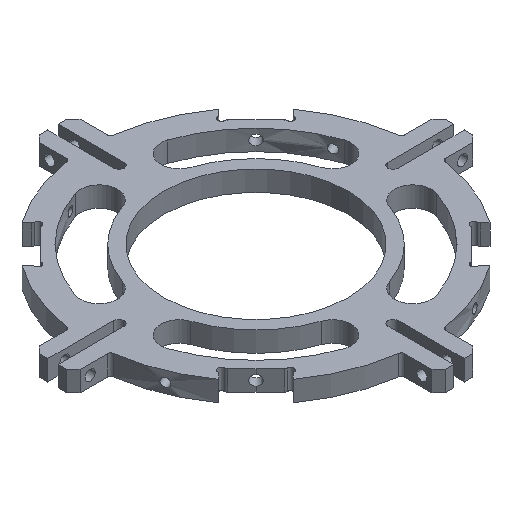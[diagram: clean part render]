
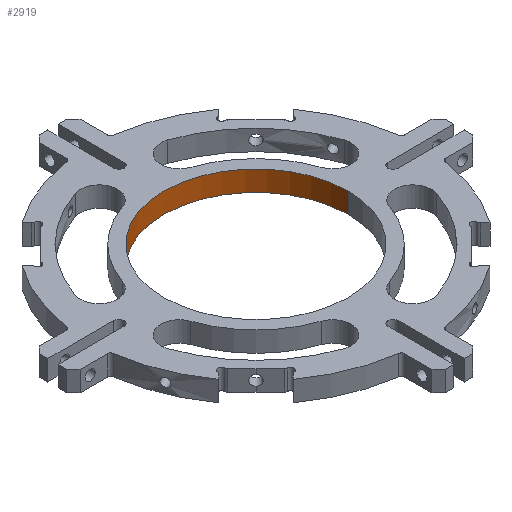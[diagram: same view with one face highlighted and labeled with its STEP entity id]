
A CAD part, isometric view. The second image highlights one B-rep face of the part: STEP entity #2919.
In plain terms, the highlighted cylindrical face has radius 27.25 mm (diameter 54.5 mm), a partial arc.
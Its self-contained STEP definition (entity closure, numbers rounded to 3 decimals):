
#926=CARTESIAN_POINT('Axis2P3D Location',(0.,0.,-3.)) ;
#930=CARTESIAN_POINT('Vertex',(27.25,0.,-3.)) ;
#932=CARTESIAN_POINT('Vertex',(-27.25,0.,-3.)) ;
#2877=CARTESIAN_POINT('Axis2P3D Location',(0.,0.,0.)) ;
#2886=CARTESIAN_POINT('Vertex',(-27.25,0.,3.)) ;
#2888=CARTESIAN_POINT('Vertex',(27.25,0.,3.)) ;
#2891=CARTESIAN_POINT('Line Origine',(27.25,0.,0.)) ;
#2896=CARTESIAN_POINT('Line Origine',(-27.25,0.,0.)) ;
#2908=CARTESIAN_POINT('Axis2P3D Location',(0.,0.,3.)) ;
#927=DIRECTION('Axis2P3D Direction',(0.,0.,1.)) ;
#2878=DIRECTION('Axis2P3D Direction',(0.,0.,1.)) ;
#2879=DIRECTION('Axis2P3D XDirection',(1.,0.,0.)) ;
#2892=DIRECTION('Vector Direction',(0.,0.,1.)) ;
#2897=DIRECTION('Vector Direction',(0.,0.,1.)) ;
#2909=DIRECTION('Axis2P3D Direction',(0.,0.,1.)) ;
#928=AXIS2_PLACEMENT_3D('Circle Axis2P3D',#926,#927,$) ;
#2880=AXIS2_PLACEMENT_3D('Cylinder Axis2P3D',#2877,#2878,#2879) ;
#2910=AXIS2_PLACEMENT_3D('Circle Axis2P3D',#2908,#2909,$) ;
#2914=ORIENTED_EDGE('',*,*,#2912,.T.) ;
#2915=ORIENTED_EDGE('',*,*,#2900,.F.) ;
#2916=ORIENTED_EDGE('',*,*,#934,.F.) ;
#2917=ORIENTED_EDGE('',*,*,#2895,.T.) ;
#2893=VECTOR('Line Direction',#2892,1.) ;
#2898=VECTOR('Line Direction',#2897,1.) ;
#2919=ADVANCED_FACE('Corps principal',(#2918),#2881,.F.) ;
#929=CIRCLE('generated circle',#928,27.25) ;
#2911=CIRCLE('generated circle',#2910,27.25) ;
#2881=CYLINDRICAL_SURFACE('generated cylinder',#2880,27.25) ;
#934=EDGE_CURVE('',#931,#933,#929,.T.) ;
#2895=EDGE_CURVE('',#931,#2889,#2894,.T.) ;
#2900=EDGE_CURVE('',#933,#2887,#2899,.T.) ;
#2912=EDGE_CURVE('',#2889,#2887,#2911,.T.) ;
#2913=EDGE_LOOP('',(#2914,#2915,#2916,#2917)) ;
#2918=FACE_OUTER_BOUND('',#2913,.T.) ;
#2894=LINE('Line',#2891,#2893) ;
#2899=LINE('Line',#2896,#2898) ;
#931=VERTEX_POINT('',#930) ;
#933=VERTEX_POINT('',#932) ;
#2887=VERTEX_POINT('',#2886) ;
#2889=VERTEX_POINT('',#2888) ;
